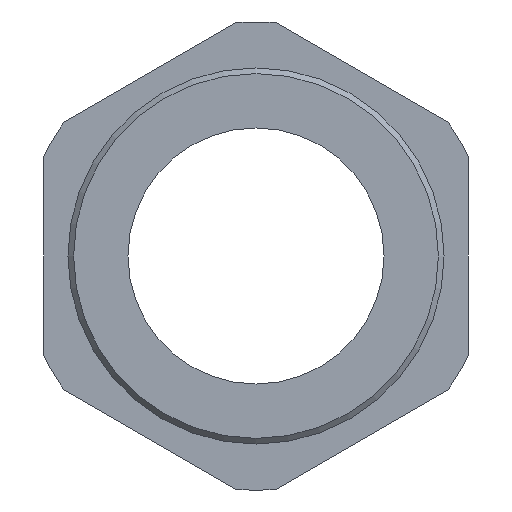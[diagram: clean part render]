
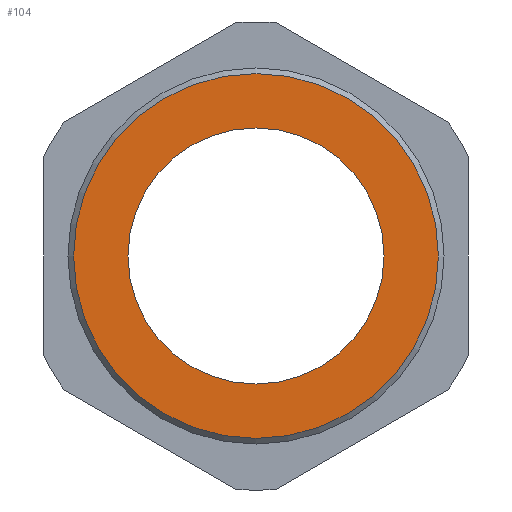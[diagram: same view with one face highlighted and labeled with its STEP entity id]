
A CAD part, left-side view. The second image highlights one B-rep face of the part: STEP entity #104.
In plain terms, the highlighted planar face has unit normal (-1, 0, 0).
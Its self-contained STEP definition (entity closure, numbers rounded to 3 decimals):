
#104 = ADVANCED_FACE( '', ( #209, #210 ), #211, .F. );
#209 = FACE_OUTER_BOUND( '', #366, .T. );
#210 = FACE_BOUND( '', #367, .T. );
#211 = PLANE( '', #368 );
#366 = EDGE_LOOP( '', ( #693 ) );
#367 = EDGE_LOOP( '', ( #694 ) );
#368 = AXIS2_PLACEMENT_3D( '', #695, #696, #697 );
#693 = ORIENTED_EDGE( '', *, *, #1046, .F. );
#694 = ORIENTED_EDGE( '', *, *, #968, .T. );
#695 = CARTESIAN_POINT( '', ( -55.5, 0., 0. ) );
#696 = DIRECTION( '', ( 1., 0., 0. ) );
#697 = DIRECTION( '', ( 0., 0., -1. ) );
#968 = EDGE_CURVE( '', #1127, #1127, #1128, .T. );
#1046 = EDGE_CURVE( '', #1264, #1264, #1265, .T. );
#1127 = VERTEX_POINT( '', #1390 );
#1128 = CIRCLE( '', #1391, 16. );
#1264 = VERTEX_POINT( '', #1571 );
#1265 = CIRCLE( '', #1572, 22.793 );
#1390 = CARTESIAN_POINT( '', ( -55.5, 16., 0. ) );
#1391 = AXIS2_PLACEMENT_3D( '', #1719, #1720, #1721 );
#1571 = CARTESIAN_POINT( '', ( -55.5, 0., -22.793 ) );
#1572 = AXIS2_PLACEMENT_3D( '', #1865, #1866, #1867 );
#1719 = CARTESIAN_POINT( '', ( -55.5, 0., 0. ) );
#1720 = DIRECTION( '', ( 1., 0., 0. ) );
#1721 = DIRECTION( '', ( 0., 1., 0. ) );
#1865 = CARTESIAN_POINT( '', ( -55.5, 0., 0. ) );
#1866 = DIRECTION( '', ( 1., 0., 0. ) );
#1867 = DIRECTION( '', ( 0., 0., -1. ) );
